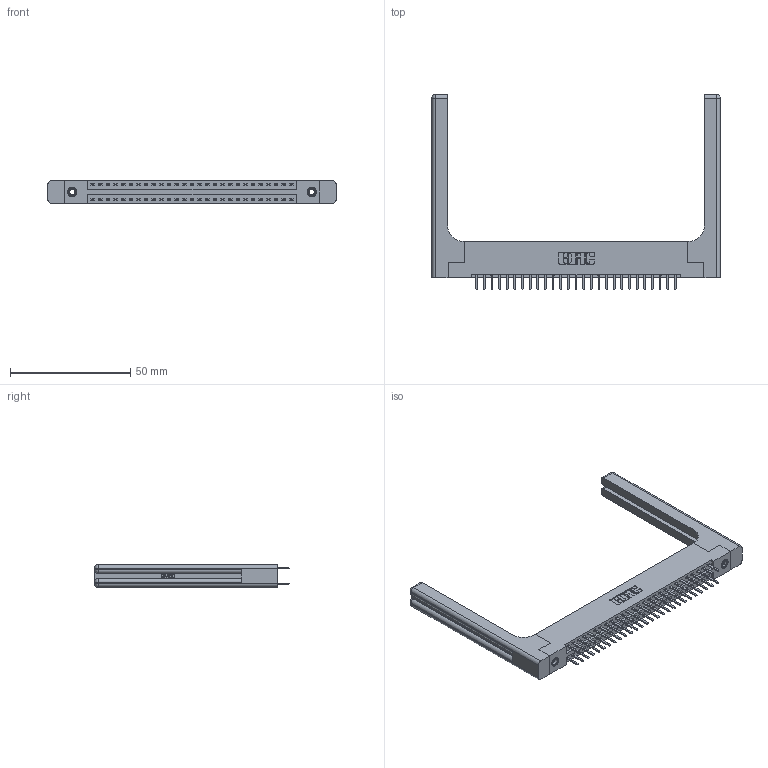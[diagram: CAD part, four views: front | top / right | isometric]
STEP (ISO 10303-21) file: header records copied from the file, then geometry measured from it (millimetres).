
FILE_DESCRIPTION (( 'STEP AP203' ), '1' );
FILE_NAME ('396-054-520-258.STEP', '2019-10-30T14:09:10', ( '' ), ( '' ), 'SwSTEP 2.0', 'SolidWorks 2016', '' );
FILE_SCHEMA (( 'CONFIG_CONTROL_DESIGN' ));
Length unit declared in the file: inch
Products named in the file (5): 346-220-058_345-220-058; 346 Part_Flush Mounting Lugs - 0.156 Dia-TH; 345-292-001_345-293-120; 396-054-520-258; 345-250-001_345-250-001-102
Assembly tree (59 placements, depth 2):
  396-054-520-258
    346 Part_Flush Mounting Lugs - 0.156 Dia-TH
    345-292-001_345-293-120  x54
    345-250-001_345-250-001-102  x2
    346-220-058_345-220-058  x2
Bounding box: 119.79 x 80.98 x 9.4 mm (x, y, z)
Volume: 19034.7 mm3; surface area: 20544.5 mm2
Topology: 59 solids, 59 shells, 3402 faces, 9797 edges, 6366 vertices
Faces by surface type: plane 2222, cylinder 1120, bspline 36, cone 12, sphere 8, torus 4
Entity records: 24936 total; most frequent: CARTESIAN_POINT 5149, ORIENTED_EDGE 3868, DIRECTION 3510, EDGE_CURVE 1934, VECTOR 1598, LINE 1598, VERTEX_POINT 1278, AXIS2_PLACEMENT_3D 956
